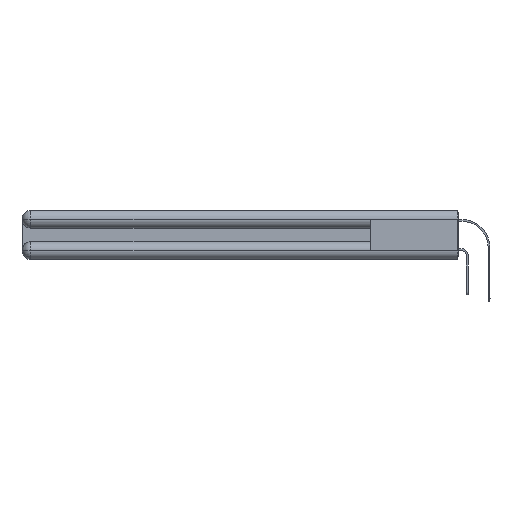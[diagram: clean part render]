
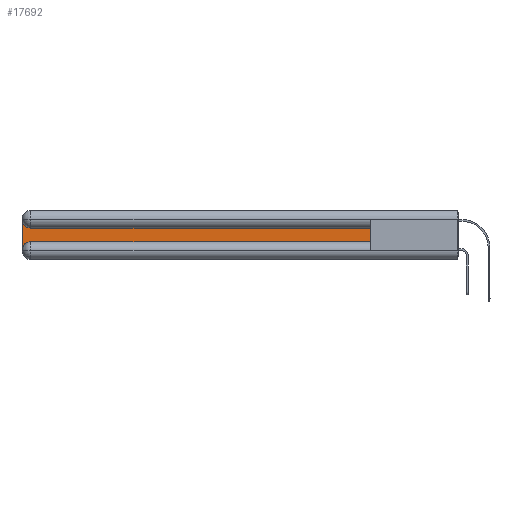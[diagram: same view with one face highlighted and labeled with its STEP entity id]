
A CAD part, left-side view. The second image highlights one B-rep face of the part: STEP entity #17692.
In plain terms, the highlighted planar face has unit normal (-1, 0, 0).
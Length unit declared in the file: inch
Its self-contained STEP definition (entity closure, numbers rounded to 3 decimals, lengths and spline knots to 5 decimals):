
#972 = ORIENTED_EDGE ( 'NONE', *, *, #1714, .T. ) ;
#1132 = CIRCLE ( 'NONE', #24717, 0.06 ) ;
#1277 = CIRCLE ( 'NONE', #9311, 0.06 ) ;
#1308 = PLANE ( 'NONE',  #12004 ) ;
#1714 = EDGE_CURVE ( 'NONE', #5593, #8330, #1132, .T. ) ;
#2202 = CARTESIAN_POINT ( 'NONE',  ( 0.075, 0.6, -0.2175 ) ) ;
#2938 = DIRECTION ( 'NONE',  ( 1., 0., 0. ) ) ;
#3097 = CARTESIAN_POINT ( 'NONE',  ( 0.075, 2.94, -0.2175 ) ) ;
#4479 = DIRECTION ( 'NONE',  ( 1., 0., 0. ) ) ;
#4717 = ORIENTED_EDGE ( 'NONE', *, *, #10669, .T. ) ;
#5012 = DIRECTION ( 'NONE',  ( 0., -1., 0. ) ) ;
#5593 = VERTEX_POINT ( 'NONE', #28925 ) ;
#6329 = VERTEX_POINT ( 'NONE', #25839 ) ;
#7091 = VECTOR ( 'NONE', #9818, 39.37008 ) ;
#7274 = EDGE_CURVE ( 'NONE', #6329, #18236, #13953, .T. ) ;
#7584 = LINE ( 'NONE', #12155, #19904 ) ;
#7824 = VECTOR ( 'NONE', #22983, 39.37008 ) ;
#8330 = VERTEX_POINT ( 'NONE', #16174 ) ;
#8766 = EDGE_CURVE ( 'NONE', #25874, #9416, #1277, .T. ) ;
#9106 = VECTOR ( 'NONE', #5012, 39.37008 ) ;
#9288 = LINE ( 'NONE', #2202, #9106 ) ;
#9311 = AXIS2_PLACEMENT_3D ( 'NONE', #22515, #4479, #13194 ) ;
#9416 = VERTEX_POINT ( 'NONE', #3097 ) ;
#9807 = CARTESIAN_POINT ( 'NONE',  ( 0.075, 0.6, -0.2175 ) ) ;
#9818 = DIRECTION ( 'NONE',  ( 0., 1., 0. ) ) ;
#10314 = CARTESIAN_POINT ( 'NONE',  ( 0.075, 2.94, -0.0625 ) ) ;
#10669 = EDGE_CURVE ( 'NONE', #18236, #5593, #11886, .T. ) ;
#11886 = LINE ( 'NONE', #21355, #7091 ) ;
#12004 = AXIS2_PLACEMENT_3D ( 'NONE', #19481, #19338, #21703 ) ;
#12155 = CARTESIAN_POINT ( 'NONE',  ( 0.075, 3., -0.2175 ) ) ;
#13149 = EDGE_LOOP ( 'NONE', ( #4717, #972, #20654, #19913, #23484, #20931 ) ) ;
#13194 = DIRECTION ( 'NONE',  ( 0., 0., -1. ) ) ;
#13917 = EDGE_CURVE ( 'NONE', #8330, #25874, #7584, .T. ) ;
#13953 = LINE ( 'NONE', #9807, #7824 ) ;
#16174 = CARTESIAN_POINT ( 'NONE',  ( 0.075, 3., -0.0625 ) ) ;
#17692 = ADVANCED_FACE ( 'NONE', ( #28344 ), #1308, .F. ) ;
#18236 = VERTEX_POINT ( 'NONE', #23737 ) ;
#19042 = CARTESIAN_POINT ( 'NONE',  ( 0.075, 3., -0.2775 ) ) ;
#19338 = DIRECTION ( 'NONE',  ( 1., 0., 0. ) ) ;
#19481 = CARTESIAN_POINT ( 'NONE',  ( 0.075, 3., -0.1225 ) ) ;
#19904 = VECTOR ( 'NONE', #21183, 39.37008 ) ;
#19913 = ORIENTED_EDGE ( 'NONE', *, *, #8766, .T. ) ;
#20654 = ORIENTED_EDGE ( 'NONE', *, *, #13917, .T. ) ;
#20931 = ORIENTED_EDGE ( 'NONE', *, *, #7274, .T. ) ;
#21183 = DIRECTION ( 'NONE',  ( 0., 0., -1. ) ) ;
#21355 = CARTESIAN_POINT ( 'NONE',  ( 0.075, 0.6, -0.1225 ) ) ;
#21703 = DIRECTION ( 'NONE',  ( 0., 0., -1. ) ) ;
#22515 = CARTESIAN_POINT ( 'NONE',  ( 0.075, 2.94, -0.2775 ) ) ;
#22983 = DIRECTION ( 'NONE',  ( 0., 0., 1. ) ) ;
#23484 = ORIENTED_EDGE ( 'NONE', *, *, #28503, .T. ) ;
#23623 = DIRECTION ( 'NONE',  ( 0., 0., -1. ) ) ;
#23737 = CARTESIAN_POINT ( 'NONE',  ( 0.075, 0.6, -0.1225 ) ) ;
#24717 = AXIS2_PLACEMENT_3D ( 'NONE', #10314, #2938, #23623 ) ;
#25839 = CARTESIAN_POINT ( 'NONE',  ( 0.075, 0.6, -0.2175 ) ) ;
#25874 = VERTEX_POINT ( 'NONE', #19042 ) ;
#28344 = FACE_OUTER_BOUND ( 'NONE', #13149, .T. ) ;
#28503 = EDGE_CURVE ( 'NONE', #9416, #6329, #9288, .T. ) ;
#28925 = CARTESIAN_POINT ( 'NONE',  ( 0.075, 2.94, -0.1225 ) ) ;
